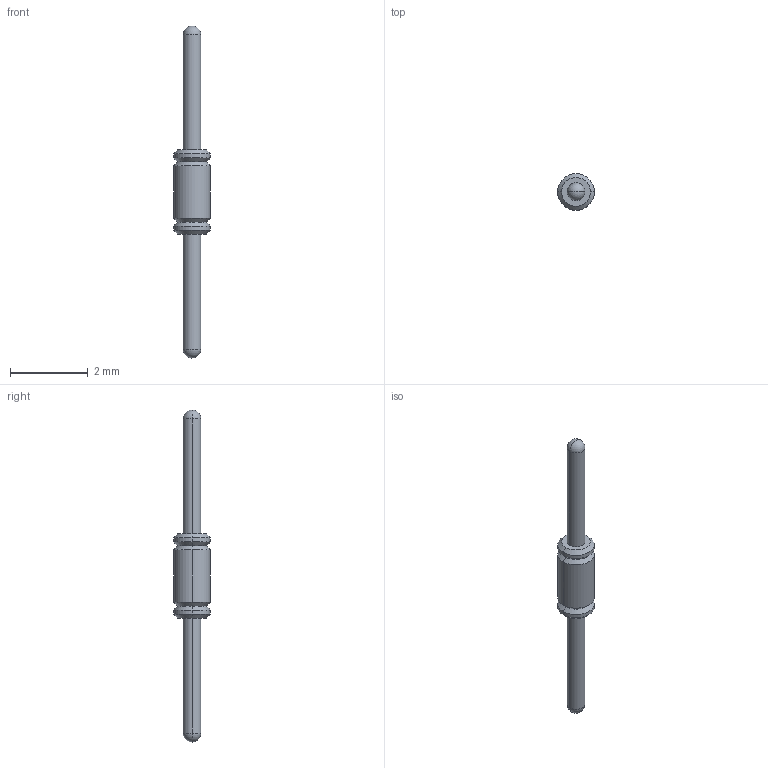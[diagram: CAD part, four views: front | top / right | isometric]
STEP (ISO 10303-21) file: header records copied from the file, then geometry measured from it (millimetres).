
FILE_DESCRIPTION((''),'2;1');
FILE_NAME('ADVANCED-INTER_2527-3.stp','2010-10-13T16:10:41',(''),(''),'Mechanical Desktop 2010','Mechanical Desktop 2010',', , ');
FILE_SCHEMA(('AUTOMOTIVE_DESIGN { 1 2 10303 214 1 1 1 1 }'));
Length unit declared in the file: millimetre
Products named in the file (1): Product
Bounding box: 0.94 x 0.94 x 8.52 mm (x, y, z)
Volume: 2.4 mm3; surface area: 18.9 mm2
Topology: 5 solids, 5 shells, 34 faces, 63 edges, 35 vertices
Faces by surface type: cone 12, cylinder 10, plane 8, sphere 4
Entity records: 860 total; most frequent: DIRECTION 166, CARTESIAN_POINT 128, ORIENTED_EDGE 116, AXIS2_PLACEMENT_3D 72, EDGE_CURVE 58, CIRCLE 37, VERTEX_POINT 34, EDGE_LOOP 34
